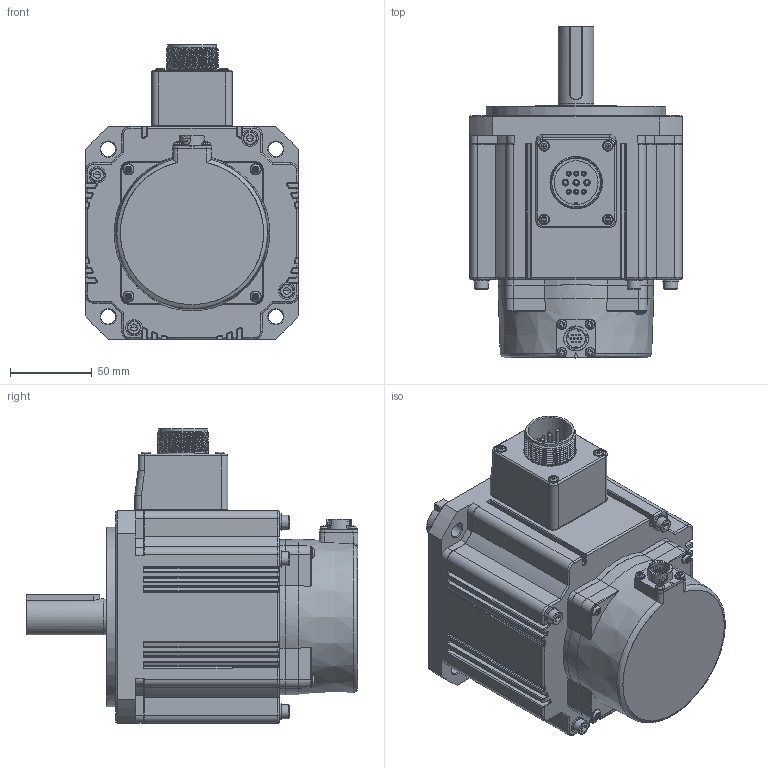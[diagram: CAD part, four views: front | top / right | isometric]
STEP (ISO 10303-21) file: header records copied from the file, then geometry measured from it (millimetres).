
FILE_DESCRIPTION( ('This file contains a STEP AP42 implementation' ,'as created by ZW3D STEP Interface translator.') ,'2;1' );
FILE_NAME( 'X6MM100A-B2LD.stp' ,'22 520. 93423', (''), ('ZWCAD Software Co.'), 'Version 1.0', 'ZW3D to STEP translator', '' );
FILE_SCHEMA(('AUTOMOTIVE_DESIGN { 1 0 10303 214 1 1 1 1 }'));
Length unit declared in the file: millimetre
Products named in the file (1): 0
Bounding box: 130 x 203 x 180.1 mm (x, y, z)
Volume: 2008695.7 mm3; surface area: 134456.9 mm2
Topology: 1 solids, 1 shells, 2164 faces, 6141 edges, 3837 vertices
Faces by surface type: bspline 1032, plane 704, cylinder 336, cone 67, sphere 25
Full cylindrical faces by diameter (mm): 0.8 x4, 1 x10, 5 x19, 5.5 x8, 6 x27, 6.5 x4, 8.5 x4, 9 x4, 10 x4, 11.8 x1, 15.2 x1, 21.8 x1, 22 x1, 24 x1, 26.85 x1, 28.6 x1, 29.8 x1, 31.712 x1, 32.1 x1, 35 x1, 38 x1, 98 x1, 110 x1
Entity records: 103460 total; most frequent: CARTESIAN_POINT 52121, ORIENTED_EDGE 12188, DIRECTION 7833, EDGE_CURVE 6094, VERTEX_POINT 3837, AXIS2_PLACEMENT_3D 2648, VECTOR 2537, LINE 2537
